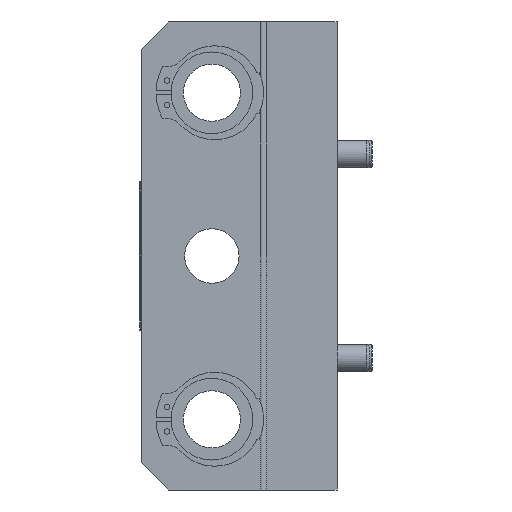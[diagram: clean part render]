
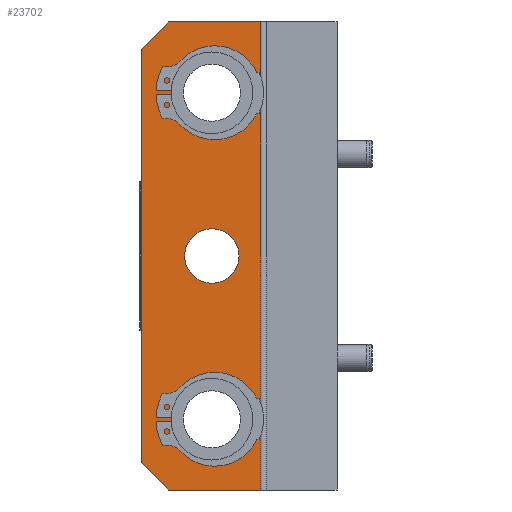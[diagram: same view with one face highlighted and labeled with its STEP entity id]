
A CAD part, left-side view. The second image highlights one B-rep face of the part: STEP entity #23702.
In plain terms, the highlighted planar face has unit normal (-1, 0, 0).
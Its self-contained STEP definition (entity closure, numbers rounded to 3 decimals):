
#24 = CARTESIAN_POINT ( 'NONE',  ( 0., 72., 86. ) ) ;
#455 = VERTEX_POINT ( 'NONE', #4547 ) ;
#537 = VERTEX_POINT ( 'NONE', #30125 ) ;
#983 = CARTESIAN_POINT ( 'NONE',  ( 0., 72., 86. ) ) ;
#1032 = CARTESIAN_POINT ( 'NONE',  ( 0., 61., 60. ) ) ;
#1045 = VECTOR ( 'NONE', #31144, 1000. ) ;
#1152 = AXIS2_PLACEMENT_3D ( 'NONE', #10969, #10308, #2628 ) ;
#1192 = EDGE_LOOP ( 'NONE', ( #2869, #26311, #23807, #18647, #12179, #9288 ) ) ;
#1939 = CIRCLE ( 'NONE', #25954, 15. ) ;
#2080 = DIRECTION ( 'NONE',  ( 0., -1., 0. ) ) ;
#2253 = LINE ( 'NONE', #17791, #16868 ) ;
#2358 = CARTESIAN_POINT ( 'NONE',  ( 0., 56., 0. ) ) ;
#2628 = DIRECTION ( 'NONE',  ( 0., -1., 0. ) ) ;
#2698 = FACE_OUTER_BOUND ( 'NONE', #1192, .T. ) ;
#2869 = ORIENTED_EDGE ( 'NONE', *, *, #31927, .F. ) ;
#3404 = DIRECTION ( 'NONE',  ( 0., -1., 0. ) ) ;
#3575 = LINE ( 'NONE', #15766, #17910 ) ;
#4268 = VERTEX_POINT ( 'NONE', #1032 ) ;
#4547 = CARTESIAN_POINT ( 'NONE',  ( 0., 28., 86. ) ) ;
#4872 = CARTESIAN_POINT ( 'NONE',  ( 0., 72., -76. ) ) ;
#5132 = EDGE_CURVE ( 'NONE', #6012, #28146, #20922, .T. ) ;
#5175 = CARTESIAN_POINT ( 'NONE',  ( 0., 72., 76. ) ) ;
#5276 = VERTEX_POINT ( 'NONE', #4872 ) ;
#5337 = CARTESIAN_POINT ( 'NONE',  ( 0., 36., 0. ) ) ;
#5356 = CIRCLE ( 'NONE', #27791, 15. ) ;
#5813 = CIRCLE ( 'NONE', #9514, 10. ) ;
#5831 = DIRECTION ( 'NONE',  ( 0., 0., -1. ) ) ;
#5880 = EDGE_LOOP ( 'NONE', ( #30579, #9744 ) ) ;
#6012 = VERTEX_POINT ( 'NONE', #27506 ) ;
#6574 = ORIENTED_EDGE ( 'NONE', *, *, #25437, .F. ) ;
#6665 = ORIENTED_EDGE ( 'NONE', *, *, #18408, .F. ) ;
#6792 = DIRECTION ( 'NONE',  ( -1., 0., 0. ) ) ;
#6964 = CARTESIAN_POINT ( 'NONE',  ( 0., 46., 60. ) ) ;
#8092 = LINE ( 'NONE', #8741, #22485 ) ;
#8741 = CARTESIAN_POINT ( 'NONE',  ( 0., 72., -86. ) ) ;
#9288 = ORIENTED_EDGE ( 'NONE', *, *, #29661, .F. ) ;
#9514 = AXIS2_PLACEMENT_3D ( 'NONE', #27184, #6792, #29532 ) ;
#9744 = ORIENTED_EDGE ( 'NONE', *, *, #5132, .F. ) ;
#10080 = CARTESIAN_POINT ( 'NONE',  ( 0., 62., 86. ) ) ;
#10140 = EDGE_LOOP ( 'NONE', ( #12202, #6665 ) ) ;
#10203 = EDGE_CURVE ( 'NONE', #17797, #30049, #19573, .T. ) ;
#10308 = DIRECTION ( 'NONE',  ( -1., 0., 0. ) ) ;
#10410 = VECTOR ( 'NONE', #5831, 1000. ) ;
#10969 = CARTESIAN_POINT ( 'NONE',  ( 0., 46., 60. ) ) ;
#11201 = VERTEX_POINT ( 'NONE', #25259 ) ;
#11757 = EDGE_CURVE ( 'NONE', #19852, #27532, #2253, .T. ) ;
#12179 = ORIENTED_EDGE ( 'NONE', *, *, #24358, .T. ) ;
#12202 = ORIENTED_EDGE ( 'NONE', *, *, #10203, .F. ) ;
#12316 = CARTESIAN_POINT ( 'NONE',  ( 0., 46., 0. ) ) ;
#13032 = ORIENTED_EDGE ( 'NONE', *, *, #16109, .F. ) ;
#14482 = AXIS2_PLACEMENT_3D ( 'NONE', #20350, #27505, #17649 ) ;
#14778 = LINE ( 'NONE', #983, #30730 ) ;
#14901 = PLANE ( 'NONE',  #17666 ) ;
#15766 = CARTESIAN_POINT ( 'NONE',  ( 0., 72., -76. ) ) ;
#16109 = EDGE_CURVE ( 'NONE', #537, #4268, #1939, .T. ) ;
#16868 = VECTOR ( 'NONE', #20176, 1000. ) ;
#17649 = DIRECTION ( 'NONE',  ( 0., -1., 0. ) ) ;
#17666 = AXIS2_PLACEMENT_3D ( 'NONE', #24, #27448, #32800 ) ;
#17779 = VERTEX_POINT ( 'NONE', #20746 ) ;
#17791 = CARTESIAN_POINT ( 'NONE',  ( 0., 62., 86. ) ) ;
#17797 = VERTEX_POINT ( 'NONE', #5337 ) ;
#17910 = VECTOR ( 'NONE', #31636, 1000. ) ;
#18408 = EDGE_CURVE ( 'NONE', #30049, #17797, #5813, .T. ) ;
#18647 = ORIENTED_EDGE ( 'NONE', *, *, #32090, .T. ) ;
#19573 = CIRCLE ( 'NONE', #28594, 10. ) ;
#19852 = VERTEX_POINT ( 'NONE', #10080 ) ;
#19957 = FACE_BOUND ( 'NONE', #28865, .T. ) ;
#20176 = DIRECTION ( 'NONE',  ( 0., 0.707, -0.707 ) ) ;
#20350 = CARTESIAN_POINT ( 'NONE',  ( 0., 46., -60. ) ) ;
#20682 = EDGE_CURVE ( 'NONE', #27532, #5276, #33009, .T. ) ;
#20746 = CARTESIAN_POINT ( 'NONE',  ( 0., 62., -86. ) ) ;
#20922 = CIRCLE ( 'NONE', #14482, 15. ) ;
#21059 = LINE ( 'NONE', #29219, #10410 ) ;
#22485 = VECTOR ( 'NONE', #3404, 1000. ) ;
#22515 = CIRCLE ( 'NONE', #1152, 15. ) ;
#22589 = CARTESIAN_POINT ( 'NONE',  ( 0., 46., -60. ) ) ;
#22748 = DIRECTION ( 'NONE',  ( 0., -1., 0. ) ) ;
#22942 = FACE_BOUND ( 'NONE', #10140, .T. ) ;
#23460 = CARTESIAN_POINT ( 'NONE',  ( 0., 72., 86. ) ) ;
#23702 = ADVANCED_FACE ( 'NONE', ( #22942, #19957, #25110, #2698 ), #14901, .F. ) ;
#23807 = ORIENTED_EDGE ( 'NONE', *, *, #20682, .T. ) ;
#23913 = EDGE_CURVE ( 'NONE', #28146, #6012, #5356, .T. ) ;
#24358 = EDGE_CURVE ( 'NONE', #17779, #11201, #8092, .T. ) ;
#24833 = DIRECTION ( 'NONE',  ( 0., -1., 0. ) ) ;
#24864 = DIRECTION ( 'NONE',  ( -1., 0., 0. ) ) ;
#25110 = FACE_BOUND ( 'NONE', #5880, .T. ) ;
#25259 = CARTESIAN_POINT ( 'NONE',  ( 0., 28., -86. ) ) ;
#25437 = EDGE_CURVE ( 'NONE', #4268, #537, #22515, .T. ) ;
#25954 = AXIS2_PLACEMENT_3D ( 'NONE', #6964, #32035, #24833 ) ;
#26311 = ORIENTED_EDGE ( 'NONE', *, *, #11757, .T. ) ;
#27184 = CARTESIAN_POINT ( 'NONE',  ( 0., 46., 0. ) ) ;
#27448 = DIRECTION ( 'NONE',  ( 1., 0., 0. ) ) ;
#27505 = DIRECTION ( 'NONE',  ( -1., 0., 0. ) ) ;
#27506 = CARTESIAN_POINT ( 'NONE',  ( 0., 61., -60. ) ) ;
#27532 = VERTEX_POINT ( 'NONE', #5175 ) ;
#27545 = DIRECTION ( 'NONE',  ( 0., -1., 0. ) ) ;
#27791 = AXIS2_PLACEMENT_3D ( 'NONE', #22589, #32944, #22748 ) ;
#28146 = VERTEX_POINT ( 'NONE', #28802 ) ;
#28594 = AXIS2_PLACEMENT_3D ( 'NONE', #12316, #24864, #27545 ) ;
#28802 = CARTESIAN_POINT ( 'NONE',  ( 0., 31., -60. ) ) ;
#28865 = EDGE_LOOP ( 'NONE', ( #13032, #6574 ) ) ;
#29219 = CARTESIAN_POINT ( 'NONE',  ( 0., 28., 86. ) ) ;
#29532 = DIRECTION ( 'NONE',  ( 0., -1., 0. ) ) ;
#29661 = EDGE_CURVE ( 'NONE', #455, #11201, #21059, .T. ) ;
#30049 = VERTEX_POINT ( 'NONE', #2358 ) ;
#30125 = CARTESIAN_POINT ( 'NONE',  ( 0., 31., 60. ) ) ;
#30579 = ORIENTED_EDGE ( 'NONE', *, *, #23913, .F. ) ;
#30730 = VECTOR ( 'NONE', #2080, 1000. ) ;
#31144 = DIRECTION ( 'NONE',  ( 0., 0., -1. ) ) ;
#31636 = DIRECTION ( 'NONE',  ( 0., -0.707, -0.707 ) ) ;
#31927 = EDGE_CURVE ( 'NONE', #19852, #455, #14778, .T. ) ;
#32035 = DIRECTION ( 'NONE',  ( -1., 0., 0. ) ) ;
#32090 = EDGE_CURVE ( 'NONE', #5276, #17779, #3575, .T. ) ;
#32800 = DIRECTION ( 'NONE',  ( 0., 1., 0. ) ) ;
#32944 = DIRECTION ( 'NONE',  ( -1., 0., 0. ) ) ;
#33009 = LINE ( 'NONE', #23460, #1045 ) ;
